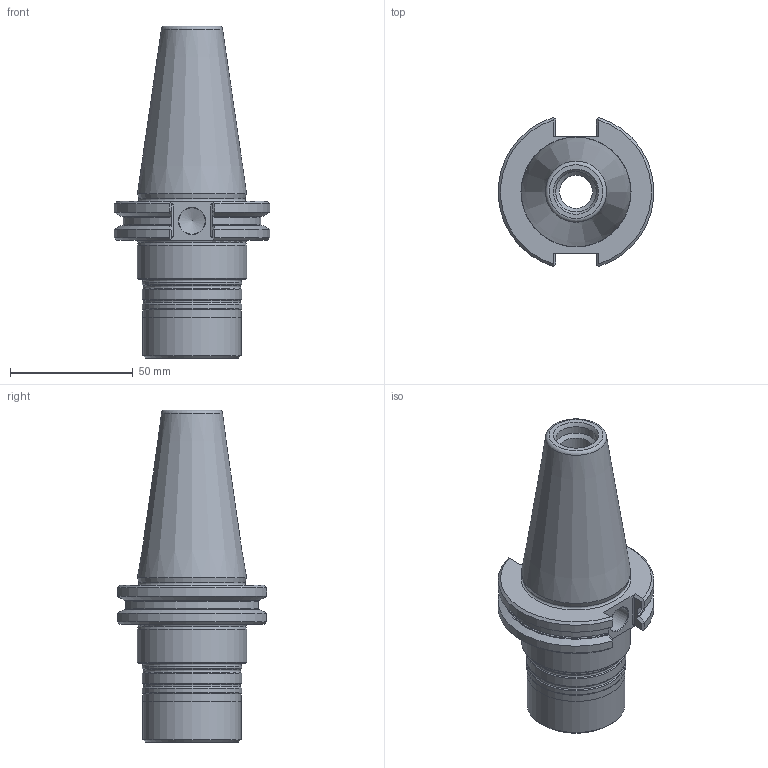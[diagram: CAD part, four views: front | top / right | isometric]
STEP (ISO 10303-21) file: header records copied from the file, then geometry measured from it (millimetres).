
FILE_DESCRIPTION(/* description */ (''),/* implementation_level */ '2;1');
FILE_NAME(/* name */ '434013231.stp',/* time_stamp */ '2021-01-08T12:39:05',/* author */ ('LRA'),/* organization */ ('REGO-FIX'),/* preprocessor_version */ ' Unknown',/* originating_system */ 'SIEMENS PLM Software Solid Edge ST10',/* authorization */ 'Unknown');
FILE_SCHEMA (('AUTOMOTIVE_DESIGN { 1 0 10303 214 2 1 1}'));
Length unit declared in the file: millimetre
Products named in the file (1): NOCUT
Bounding box: 63.28 x 60.79 x 135.25 mm (x, y, z)
Volume: 128542.7 mm3; surface area: 30916.2 mm2
Topology: 1 solids, 1 shells, 99 faces, 256 edges, 161 vertices
Faces by surface type: plane 31, cone 26, cylinder 22, torus 12, bspline 8
Full cylindrical faces by diameter (mm): 10.7 x1, 13.5 x1, 13.53 x2, 16.5 x1, 23.5 x1, 40 x2, 40.5 x3, 44.45 x1
Entity records: 3618 total; most frequent: CARTESIAN_POINT 771, ORIENTED_EDGE 424, DIRECTION 403, EDGE_CURVE 212, AXIS2_PLACEMENT_3D 169, VERTEX_POINT 156, FACE_BOUND 142, EDGE_LOOP 141
